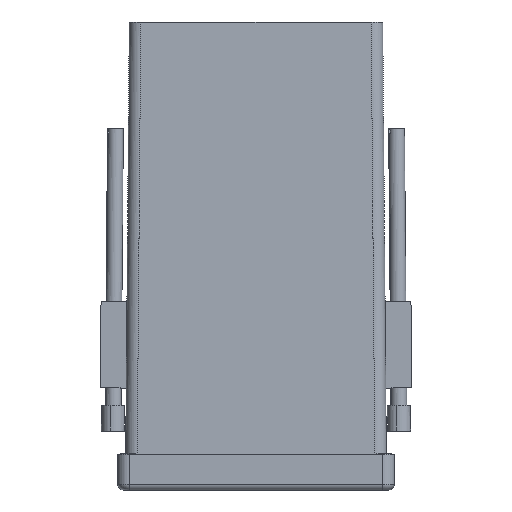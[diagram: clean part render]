
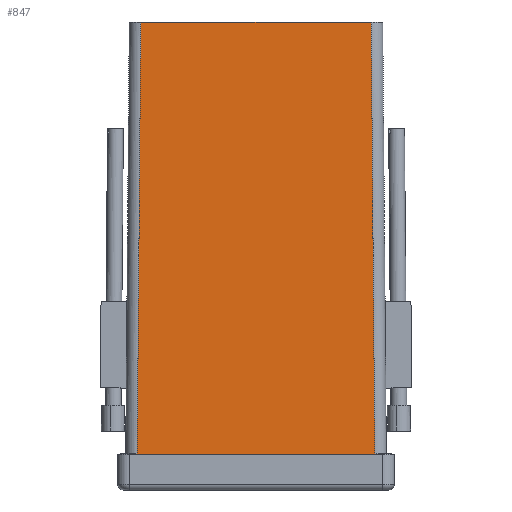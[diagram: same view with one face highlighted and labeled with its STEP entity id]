
A CAD part, front view. The second image highlights one B-rep face of the part: STEP entity #847.
In plain terms, the highlighted planar face has unit normal (0, -1, 0.008).
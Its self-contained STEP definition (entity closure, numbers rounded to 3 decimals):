
#7 = DIRECTION ( 'NONE',  ( 0., -1., 0.008 ) ) ;
#24 = PLANE ( 'NONE',  #2267 ) ;
#274 = DIRECTION ( 'NONE',  ( 0., -0.008, -1. ) ) ;
#387 = LINE ( 'NONE', #2631, #2004 ) ;
#446 = DIRECTION ( 'NONE',  ( -0.008, 0.008, 1. ) ) ;
#547 = EDGE_CURVE ( 'NONE', #2056, #663, #2364, .T. ) ;
#581 = VECTOR ( 'NONE', #904, 1000. ) ;
#663 = VERTEX_POINT ( 'NONE', #2963 ) ;
#741 = VECTOR ( 'NONE', #2315, 1000. ) ;
#847 = ADVANCED_FACE ( 'NONE', ( #1993 ), #24, .T. ) ;
#904 = DIRECTION ( 'NONE',  ( -0.008, -0.008, -1. ) ) ;
#1004 = EDGE_CURVE ( 'NONE', #2056, #1386, #3357, .T. ) ;
#1156 = ORIENTED_EDGE ( 'NONE', *, *, #2339, .T. ) ;
#1249 = EDGE_CURVE ( 'NONE', #1386, #3269, #387, .T. ) ;
#1386 = VERTEX_POINT ( 'NONE', #3008 ) ;
#1655 = CARTESIAN_POINT ( 'NONE',  ( -40., -44., 0. ) ) ;
#1721 = CARTESIAN_POINT ( 'NONE',  ( -40., -44., -0.033 ) ) ;
#1993 = FACE_OUTER_BOUND ( 'NONE', #2869, .T. ) ;
#2004 = VECTOR ( 'NONE', #3199, 1000. ) ;
#2056 = VERTEX_POINT ( 'NONE', #1655 ) ;
#2179 = ORIENTED_EDGE ( 'NONE', *, *, #1004, .T. ) ;
#2267 = AXIS2_PLACEMENT_3D ( 'NONE', #2776, #7, #274 ) ;
#2286 = CARTESIAN_POINT ( 'NONE',  ( -44., -44., 0. ) ) ;
#2315 = DIRECTION ( 'NONE',  ( 1., 0., 0. ) ) ;
#2339 = EDGE_CURVE ( 'NONE', #3269, #663, #2351, .T. ) ;
#2351 = LINE ( 'NONE', #2929, #2588 ) ;
#2364 = LINE ( 'NONE', #2286, #741 ) ;
#2501 = ORIENTED_EDGE ( 'NONE', *, *, #547, .F. ) ;
#2588 = VECTOR ( 'NONE', #446, 1000. ) ;
#2631 = CARTESIAN_POINT ( 'NONE',  ( -44., -45.249, -150. ) ) ;
#2776 = CARTESIAN_POINT ( 'NONE',  ( -44., -44., 0. ) ) ;
#2869 = EDGE_LOOP ( 'NONE', ( #3157, #1156, #2501, #2179 ) ) ;
#2929 = CARTESIAN_POINT ( 'NONE',  ( 39.994, -43.994, 0.699 ) ) ;
#2963 = CARTESIAN_POINT ( 'NONE',  ( 40., -44., 0. ) ) ;
#3008 = CARTESIAN_POINT ( 'NONE',  ( -41.249, -45.249, -150. ) ) ;
#3157 = ORIENTED_EDGE ( 'NONE', *, *, #1249, .T. ) ;
#3199 = DIRECTION ( 'NONE',  ( 1., 0., 0. ) ) ;
#3269 = VERTEX_POINT ( 'NONE', #3518 ) ;
#3357 = LINE ( 'NONE', #1721, #581 ) ;
#3518 = CARTESIAN_POINT ( 'NONE',  ( 41.249, -45.249, -150. ) ) ;
